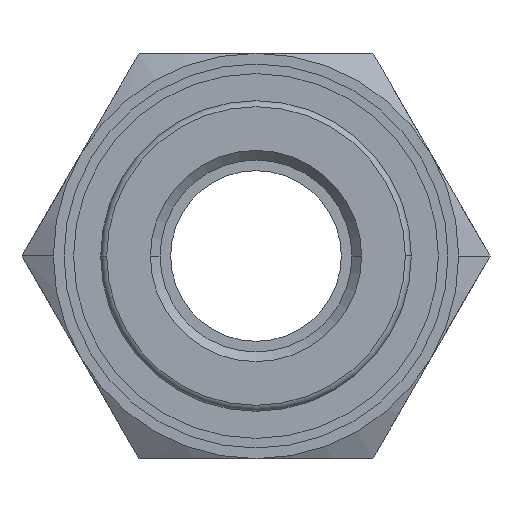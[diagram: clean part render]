
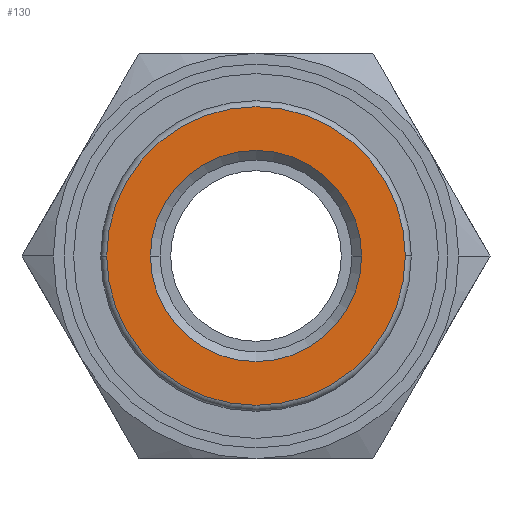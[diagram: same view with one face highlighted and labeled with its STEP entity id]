
A CAD part, front view. The second image highlights one B-rep face of the part: STEP entity #130.
In plain terms, the highlighted planar face has unit normal (0, -1, 0).
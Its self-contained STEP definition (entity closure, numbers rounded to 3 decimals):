
#130=ADVANCED_FACE('',(#289,#290),#291,.T.);
#289=FACE_BOUND('',#474,.T.);
#290=FACE_OUTER_BOUND('',#475,.T.);
#291=PLANE('',#476);
#474=EDGE_LOOP('',(#770,#771));
#475=EDGE_LOOP('',(#772,#773));
#476=AXIS2_PLACEMENT_3D('',#774,#775,#776);
#770=ORIENTED_EDGE('',*,*,#1045,.T.);
#771=ORIENTED_EDGE('',*,*,#1091,.T.);
#772=ORIENTED_EDGE('',*,*,#1127,.T.);
#773=ORIENTED_EDGE('',*,*,#1128,.T.);
#774=CARTESIAN_POINT('',(0.0,0.0,0.0));
#775=DIRECTION('',(0.0,-1.0,0.0));
#776=DIRECTION('',(-1.0,0.0,0.0));
#1045=EDGE_CURVE('',#1229,#1227,#1230,.T.);
#1091=EDGE_CURVE('',#1227,#1229,#1307,.T.);
#1127=EDGE_CURVE('',#1351,#1352,#1353,.T.);
#1128=EDGE_CURVE('',#1352,#1351,#1354,.T.);
#1227=VERTEX_POINT('',#1473);
#1229=VERTEX_POINT('',#1476);
#1230=CIRCLE('',#1477,4.95);
#1307=CIRCLE('',#1589,4.95);
#1351=VERTEX_POINT('',#1661);
#1352=VERTEX_POINT('',#1662);
#1353=CIRCLE('',#1663,7.0);
#1354=CIRCLE('',#1664,7.0);
#1473=CARTESIAN_POINT('',(4.95,0.0,0.));
#1476=CARTESIAN_POINT('',(-4.95,0.0,0.));
#1477=AXIS2_PLACEMENT_3D('',#1887,#1888,#1889);
#1589=AXIS2_PLACEMENT_3D('',#1963,#1964,#1965);
#1661=CARTESIAN_POINT('',(7.0,0.0,0.0));
#1662=CARTESIAN_POINT('',(-7.0,0.0,0.));
#1663=AXIS2_PLACEMENT_3D('',#2017,#2018,#2019);
#1664=AXIS2_PLACEMENT_3D('',#2020,#2021,#2022);
#1887=CARTESIAN_POINT('',(0.0,0.0,0.0));
#1888=DIRECTION('',(-0.0,1.0,0.0));
#1889=DIRECTION('',(1.0,0.0,0.0));
#1963=CARTESIAN_POINT('',(0.0,0.0,0.0));
#1964=DIRECTION('',(-0.0,1.0,0.0));
#1965=DIRECTION('',(1.0,0.0,0.0));
#2017=CARTESIAN_POINT('',(0.0,0.0,0.0));
#2018=DIRECTION('',(0.0,-1.0,0.0));
#2019=DIRECTION('',(1.0,0.0,0.0));
#2020=CARTESIAN_POINT('',(0.0,0.0,0.0));
#2021=DIRECTION('',(0.0,-1.0,0.0));
#2022=DIRECTION('',(1.0,0.0,0.0));
